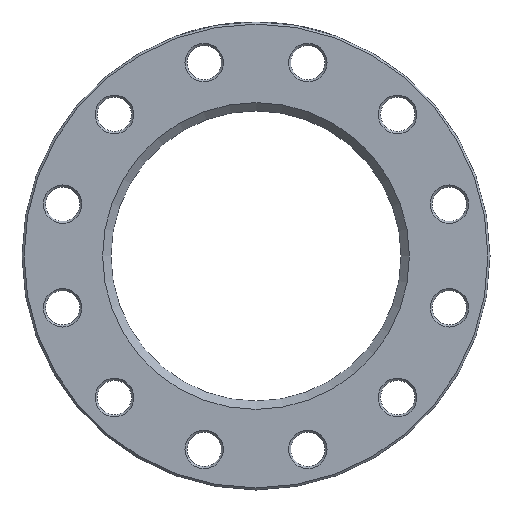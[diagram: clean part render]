
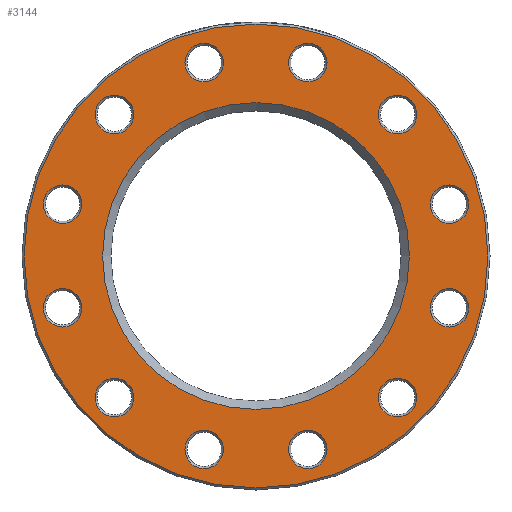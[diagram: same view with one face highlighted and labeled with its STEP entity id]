
A CAD part, left-side view. The second image highlights one B-rep face of the part: STEP entity #3144.
In plain terms, the highlighted planar face has unit normal (-1, 0, 0).
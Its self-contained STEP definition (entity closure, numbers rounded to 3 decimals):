
#54 = FACE_BOUND ( 'NONE', #3597, .T. ) ;
#85 = FACE_OUTER_BOUND ( 'NONE', #752, .T. ) ;
#137 = AXIS2_PLACEMENT_3D ( 'NONE', #4807, #383, #6342 ) ;
#146 = EDGE_LOOP ( 'NONE', ( #1052 ) ) ;
#163 = DIRECTION ( 'NONE',  ( 0., 0., -1. ) ) ;
#251 = VERTEX_POINT ( 'NONE', #4268 ) ;
#265 = DIRECTION ( 'NONE',  ( 1., 0., 0. ) ) ;
#280 = CARTESIAN_POINT ( 'NONE',  ( 0., 136.118, -154.618 ) ) ;
#383 = DIRECTION ( 'NONE',  ( 1., 0., 0. ) ) ;
#437 = DIRECTION ( 'NONE',  ( 1., 0., 0. ) ) ;
#494 = EDGE_LOOP ( 'NONE', ( #4475 ) ) ;
#530 = CARTESIAN_POINT ( 'NONE',  ( 0., -136.118, -136.118 ) ) ;
#539 = FACE_BOUND ( 'NONE', #146, .T. ) ;
#549 = EDGE_CURVE ( 'NONE', #1974, #1974, #2957, .T. ) ;
#573 = PLANE ( 'NONE',  #3022 ) ;
#599 = AXIS2_PLACEMENT_3D ( 'NONE', #5286, #1323, #4370 ) ;
#625 = AXIS2_PLACEMENT_3D ( 'NONE', #2721, #4688, #2129 ) ;
#708 = VERTEX_POINT ( 'NONE', #5248 ) ;
#752 = EDGE_LOOP ( 'NONE', ( #3174 ) ) ;
#920 = VERTEX_POINT ( 'NONE', #1314 ) ;
#953 = DIRECTION ( 'NONE',  ( 1., 0., 0. ) ) ;
#996 = EDGE_LOOP ( 'NONE', ( #2118 ) ) ;
#1052 = ORIENTED_EDGE ( 'NONE', *, *, #1822, .T. ) ;
#1063 = ORIENTED_EDGE ( 'NONE', *, *, #3393, .T. ) ;
#1137 = EDGE_LOOP ( 'NONE', ( #1722 ) ) ;
#1142 = EDGE_CURVE ( 'NONE', #2037, #2037, #5867, .T. ) ;
#1173 = DIRECTION ( 'NONE',  ( 1., 0., 0. ) ) ;
#1314 = CARTESIAN_POINT ( 'NONE',  ( 0., -136.118, 117.618 ) ) ;
#1323 = DIRECTION ( 'NONE',  ( 1., 0., 0. ) ) ;
#1334 = AXIS2_PLACEMENT_3D ( 'NONE', #2032, #437, #5402 ) ;
#1366 = ORIENTED_EDGE ( 'NONE', *, *, #2194, .T. ) ;
#1384 = CIRCLE ( 'NONE', #5041, 18.5 ) ;
#1443 = DIRECTION ( 'NONE',  ( 0., 0., -1. ) ) ;
#1618 = CARTESIAN_POINT ( 'NONE',  ( 0., 0., 0. ) ) ;
#1625 = CARTESIAN_POINT ( 'NONE',  ( 0., -49.823, -185.941 ) ) ;
#1648 = CARTESIAN_POINT ( 'NONE',  ( 0., 185.941, -68.323 ) ) ;
#1702 = AXIS2_PLACEMENT_3D ( 'NONE', #530, #953, #5470 ) ;
#1722 = ORIENTED_EDGE ( 'NONE', *, *, #1142, .T. ) ;
#1744 = VERTEX_POINT ( 'NONE', #5710 ) ;
#1822 = EDGE_CURVE ( 'NONE', #2561, #2561, #4259, .T. ) ;
#1825 = CARTESIAN_POINT ( 'NONE',  ( 0., -49.823, 185.941 ) ) ;
#1946 = FACE_BOUND ( 'NONE', #4348, .T. ) ;
#1974 = VERTEX_POINT ( 'NONE', #5081 ) ;
#1975 = FACE_BOUND ( 'NONE', #4967, .T. ) ;
#2032 = CARTESIAN_POINT ( 'NONE',  ( 0., 185.941, -49.823 ) ) ;
#2037 = VERTEX_POINT ( 'NONE', #6026 ) ;
#2060 = EDGE_LOOP ( 'NONE', ( #1063 ) ) ;
#2062 = CIRCLE ( 'NONE', #6457, 18.5 ) ;
#2118 = ORIENTED_EDGE ( 'NONE', *, *, #5350, .T. ) ;
#2129 = DIRECTION ( 'NONE',  ( 0., 0., -1. ) ) ;
#2194 = EDGE_CURVE ( 'NONE', #3087, #3087, #3282, .T. ) ;
#2232 = CIRCLE ( 'NONE', #5459, 223. ) ;
#2269 = CARTESIAN_POINT ( 'NONE',  ( 0., -49.823, 167.441 ) ) ;
#2404 = AXIS2_PLACEMENT_3D ( 'NONE', #1625, #4213, #3226 ) ;
#2434 = CARTESIAN_POINT ( 'NONE',  ( 0., 136.118, 136.118 ) ) ;
#2474 = FACE_BOUND ( 'NONE', #5795, .T. ) ;
#2504 = DIRECTION ( 'NONE',  ( 1., 0., 0. ) ) ;
#2532 = FACE_BOUND ( 'NONE', #996, .T. ) ;
#2561 = VERTEX_POINT ( 'NONE', #4553 ) ;
#2721 = CARTESIAN_POINT ( 'NONE',  ( 0., -136.118, 136.118 ) ) ;
#2773 = ORIENTED_EDGE ( 'NONE', *, *, #5139, .T. ) ;
#2860 = ORIENTED_EDGE ( 'NONE', *, *, #6092, .T. ) ;
#2902 = VERTEX_POINT ( 'NONE', #4914 ) ;
#2957 = CIRCLE ( 'NONE', #6313, 18.5 ) ;
#2980 = FACE_BOUND ( 'NONE', #3292, .T. ) ;
#3022 = AXIS2_PLACEMENT_3D ( 'NONE', #4067, #2504, #1443 ) ;
#3055 = FACE_BOUND ( 'NONE', #1137, .T. ) ;
#3087 = VERTEX_POINT ( 'NONE', #5965 ) ;
#3088 = FACE_BOUND ( 'NONE', #5399, .T. ) ;
#3144 = ADVANCED_FACE ( 'NONE', ( #539, #85, #1975, #54, #3508, #4001, #3055, #2980, #5966, #2532, #6027, #2474, #3088, #1946 ), #573, .F. ) ;
#3174 = ORIENTED_EDGE ( 'NONE', *, *, #6460, .T. ) ;
#3226 = DIRECTION ( 'NONE',  ( 0., 0., -1. ) ) ;
#3229 = DIRECTION ( 'NONE',  ( 1., 0., 0. ) ) ;
#3282 = CIRCLE ( 'NONE', #6105, 18.5 ) ;
#3292 = EDGE_LOOP ( 'NONE', ( #6110 ) ) ;
#3361 = CIRCLE ( 'NONE', #1702, 18.5 ) ;
#3393 = EDGE_CURVE ( 'NONE', #1744, #1744, #3361, .T. ) ;
#3408 = CARTESIAN_POINT ( 'NONE',  ( 0., 185.941, 49.823 ) ) ;
#3508 = FACE_BOUND ( 'NONE', #5764, .T. ) ;
#3597 = EDGE_LOOP ( 'NONE', ( #2773 ) ) ;
#3605 = EDGE_CURVE ( 'NONE', #5217, #5217, #1384, .T. ) ;
#3679 = VERTEX_POINT ( 'NONE', #4170 ) ;
#3742 = AXIS2_PLACEMENT_3D ( 'NONE', #4717, #3754, #5233 ) ;
#3754 = DIRECTION ( 'NONE',  ( 1., 0., 0. ) ) ;
#3818 = DIRECTION ( 'NONE',  ( 0., 0., -1. ) ) ;
#3884 = EDGE_CURVE ( 'NONE', #4137, #4137, #5455, .T. ) ;
#3937 = DIRECTION ( 'NONE',  ( 0., 0., -1. ) ) ;
#4001 = FACE_BOUND ( 'NONE', #4359, .T. ) ;
#4005 = ORIENTED_EDGE ( 'NONE', *, *, #549, .T. ) ;
#4067 = CARTESIAN_POINT ( 'NONE',  ( 0., 139.5, 0. ) ) ;
#4137 = VERTEX_POINT ( 'NONE', #1648 ) ;
#4151 = CARTESIAN_POINT ( 'NONE',  ( 0., 49.823, -185.941 ) ) ;
#4170 = CARTESIAN_POINT ( 'NONE',  ( 0., -185.941, -68.323 ) ) ;
#4213 = DIRECTION ( 'NONE',  ( 1., 0., 0. ) ) ;
#4259 = CIRCLE ( 'NONE', #599, 147.5 ) ;
#4268 = CARTESIAN_POINT ( 'NONE',  ( 0., 49.823, 167.441 ) ) ;
#4348 = EDGE_LOOP ( 'NONE', ( #1366 ) ) ;
#4359 = EDGE_LOOP ( 'NONE', ( #2860 ) ) ;
#4370 = DIRECTION ( 'NONE',  ( 0., 0., -1. ) ) ;
#4451 = EDGE_CURVE ( 'NONE', #3679, #3679, #2062, .T. ) ;
#4468 = CIRCLE ( 'NONE', #3742, 18.5 ) ;
#4475 = ORIENTED_EDGE ( 'NONE', *, *, #4619, .T. ) ;
#4501 = EDGE_CURVE ( 'NONE', #6195, #6195, #4468, .T. ) ;
#4515 = DIRECTION ( 'NONE',  ( 0., 0., -1. ) ) ;
#4553 = CARTESIAN_POINT ( 'NONE',  ( 0., 0., -147.5 ) ) ;
#4619 = EDGE_CURVE ( 'NONE', #5770, #5770, #5250, .T. ) ;
#4678 = DIRECTION ( 'NONE',  ( 0., 0., -1. ) ) ;
#4688 = DIRECTION ( 'NONE',  ( 1., 0., 0. ) ) ;
#4717 = CARTESIAN_POINT ( 'NONE',  ( 0., 136.118, -136.118 ) ) ;
#4737 = CIRCLE ( 'NONE', #137, 18.5 ) ;
#4807 = CARTESIAN_POINT ( 'NONE',  ( 0., 49.823, 185.941 ) ) ;
#4914 = CARTESIAN_POINT ( 'NONE',  ( 0., 0., -223. ) ) ;
#4967 = EDGE_LOOP ( 'NONE', ( #4005 ) ) ;
#5015 = DIRECTION ( 'NONE',  ( -1., 0., 0. ) ) ;
#5041 = AXIS2_PLACEMENT_3D ( 'NONE', #1825, #5348, #3818 ) ;
#5081 = CARTESIAN_POINT ( 'NONE',  ( 0., 136.118, 117.618 ) ) ;
#5139 = EDGE_CURVE ( 'NONE', #251, #251, #4737, .T. ) ;
#5185 = CARTESIAN_POINT ( 'NONE',  ( 0., 49.823, -204.441 ) ) ;
#5217 = VERTEX_POINT ( 'NONE', #2269 ) ;
#5230 = ORIENTED_EDGE ( 'NONE', *, *, #3605, .T. ) ;
#5233 = DIRECTION ( 'NONE',  ( 0., 0., -1. ) ) ;
#5240 = AXIS2_PLACEMENT_3D ( 'NONE', #6142, #3229, #163 ) ;
#5248 = CARTESIAN_POINT ( 'NONE',  ( 0., -49.823, -204.441 ) ) ;
#5250 = CIRCLE ( 'NONE', #5452, 18.5 ) ;
#5286 = CARTESIAN_POINT ( 'NONE',  ( 0., 0., 0. ) ) ;
#5334 = ORIENTED_EDGE ( 'NONE', *, *, #3884, .T. ) ;
#5348 = DIRECTION ( 'NONE',  ( 1., 0., 0. ) ) ;
#5350 = EDGE_CURVE ( 'NONE', #708, #708, #6267, .T. ) ;
#5399 = EDGE_LOOP ( 'NONE', ( #5334 ) ) ;
#5402 = DIRECTION ( 'NONE',  ( 0., 0., -1. ) ) ;
#5452 = AXIS2_PLACEMENT_3D ( 'NONE', #4151, #265, #4678 ) ;
#5455 = CIRCLE ( 'NONE', #1334, 18.5 ) ;
#5459 = AXIS2_PLACEMENT_3D ( 'NONE', #1618, #5015, #5506 ) ;
#5470 = DIRECTION ( 'NONE',  ( 0., 0., -1. ) ) ;
#5506 = DIRECTION ( 'NONE',  ( 0., 0., -1. ) ) ;
#5643 = CIRCLE ( 'NONE', #625, 18.5 ) ;
#5710 = CARTESIAN_POINT ( 'NONE',  ( 0., -136.118, -154.618 ) ) ;
#5764 = EDGE_LOOP ( 'NONE', ( #5230 ) ) ;
#5770 = VERTEX_POINT ( 'NONE', #5185 ) ;
#5795 = EDGE_LOOP ( 'NONE', ( #6311 ) ) ;
#5838 = DIRECTION ( 'NONE',  ( 1., 0., 0. ) ) ;
#5867 = CIRCLE ( 'NONE', #5240, 18.5 ) ;
#5965 = CARTESIAN_POINT ( 'NONE',  ( 0., 185.941, 31.323 ) ) ;
#5966 = FACE_BOUND ( 'NONE', #2060, .T. ) ;
#6026 = CARTESIAN_POINT ( 'NONE',  ( 0., -185.941, 31.323 ) ) ;
#6027 = FACE_BOUND ( 'NONE', #494, .T. ) ;
#6092 = EDGE_CURVE ( 'NONE', #920, #920, #5643, .T. ) ;
#6105 = AXIS2_PLACEMENT_3D ( 'NONE', #3408, #5838, #3937 ) ;
#6110 = ORIENTED_EDGE ( 'NONE', *, *, #4451, .T. ) ;
#6113 = CARTESIAN_POINT ( 'NONE',  ( 0., -185.941, -49.823 ) ) ;
#6142 = CARTESIAN_POINT ( 'NONE',  ( 0., -185.941, 49.823 ) ) ;
#6147 = DIRECTION ( 'NONE',  ( 0., 0., -1. ) ) ;
#6195 = VERTEX_POINT ( 'NONE', #280 ) ;
#6267 = CIRCLE ( 'NONE', #2404, 18.5 ) ;
#6311 = ORIENTED_EDGE ( 'NONE', *, *, #4501, .T. ) ;
#6313 = AXIS2_PLACEMENT_3D ( 'NONE', #2434, #6389, #4515 ) ;
#6342 = DIRECTION ( 'NONE',  ( 0., 0., -1. ) ) ;
#6389 = DIRECTION ( 'NONE',  ( 1., 0., 0. ) ) ;
#6457 = AXIS2_PLACEMENT_3D ( 'NONE', #6113, #1173, #6147 ) ;
#6460 = EDGE_CURVE ( 'NONE', #2902, #2902, #2232, .T. ) ;
